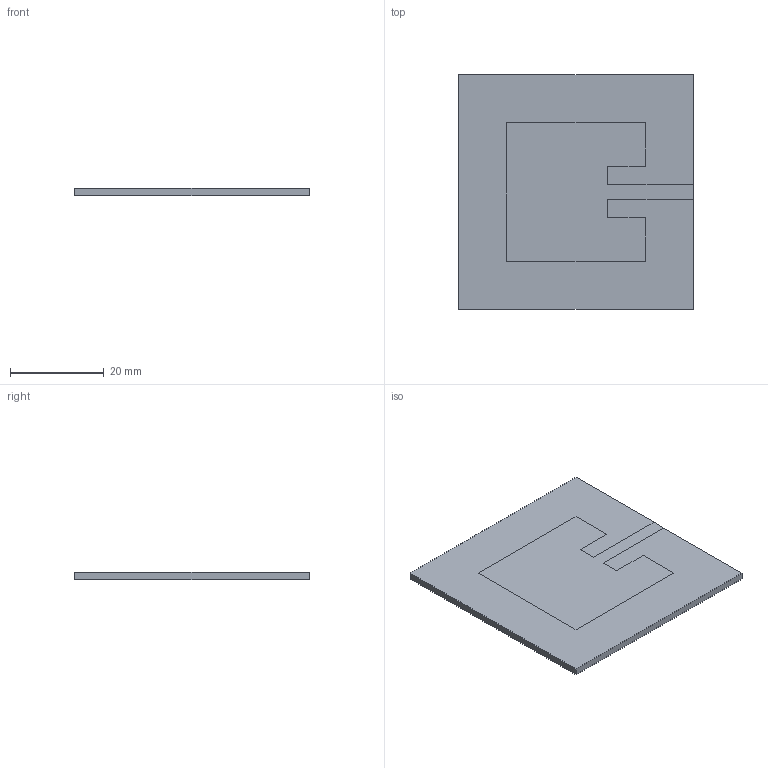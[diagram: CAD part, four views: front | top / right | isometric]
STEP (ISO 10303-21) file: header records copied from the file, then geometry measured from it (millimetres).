
FILE_DESCRIPTION(('FreeCAD Model'),'2;1');
FILE_NAME('Open CASCADE Shape Model','2024-07-12T12:18:12',(''),(''), 'Open CASCADE STEP processor 7.6','FreeCAD','Unknown');
FILE_SCHEMA(('AUTOMOTIVE_DESIGN { 1 0 10303 214 1 1 1 1 }'));
Length unit declared in the file: millimetre
Products named in the file (1): Body
Bounding box: 50 x 50 x 1.52 mm (x, y, z)
Volume: 3810 mm3; surface area: 5304.8 mm2
Topology: 1 solids, 1 shells, 10 faces, 40 edges, 32 vertices
Faces by surface type: plane 10
Entity records: 454 total; most frequent: CARTESIAN_POINT 83, ORIENTED_EDGE 80, DIRECTION 62, EDGE_CURVE 40, LINE 40, VECTOR 40, VERTEX_POINT 32, AXIS2_PLACEMENT_3D 11
